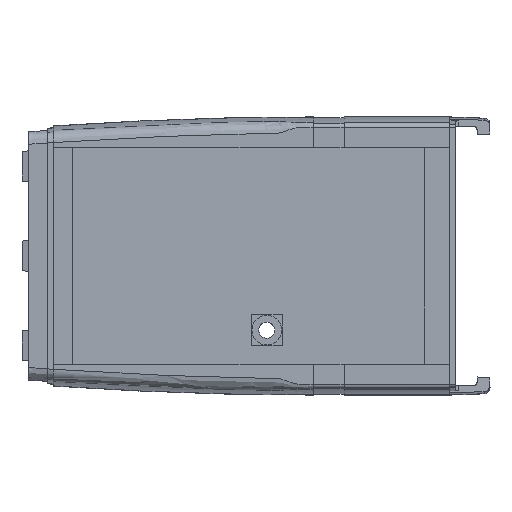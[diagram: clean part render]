
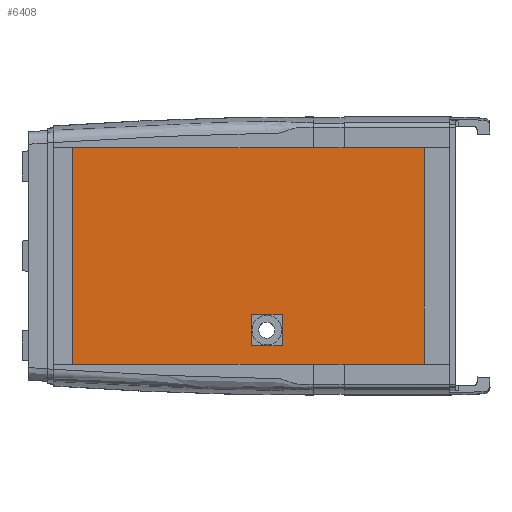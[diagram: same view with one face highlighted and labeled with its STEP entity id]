
A CAD part, top view. The second image highlights one B-rep face of the part: STEP entity #6408.
In plain terms, the highlighted face is planar.
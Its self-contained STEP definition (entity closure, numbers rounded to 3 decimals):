
#102 = CARTESIAN_POINT ( 'NONE',  ( 0., 39., -8.2 ) ) ;
#365 = VECTOR ( 'NONE', #755, 1000. ) ;
#421 = CARTESIAN_POINT ( 'NONE',  ( 14.5, 5., -8.2 ) ) ;
#425 = CARTESIAN_POINT ( 'NONE',  ( -17.5, 39., -8.2 ) ) ;
#465 = LINE ( 'NONE', #2157, #1631 ) ;
#734 = DIRECTION ( 'NONE',  ( 0., -1., 0. ) ) ;
#754 = DIRECTION ( 'NONE',  ( 0., 0., -1. ) ) ;
#755 = DIRECTION ( 'NONE',  ( 1., 0., 0. ) ) ;
#776 = LINE ( 'NONE', #1415, #365 ) ;
#879 = ORIENTED_EDGE ( 'NONE', *, *, #3390, .F. ) ;
#1004 = LINE ( 'NONE', #2314, #6644 ) ;
#1140 = CARTESIAN_POINT ( 'NONE',  ( 17.5, -18., -8.2 ) ) ;
#1269 = VECTOR ( 'NONE', #2898, 1000. ) ;
#1415 = CARTESIAN_POINT ( 'NONE',  ( 9.5, 10., -8.2 ) ) ;
#1486 = VERTEX_POINT ( 'NONE', #2994 ) ;
#1631 = VECTOR ( 'NONE', #6825, 1000. ) ;
#1646 = VECTOR ( 'NONE', #7549, 1000. ) ;
#1682 = VERTEX_POINT ( 'NONE', #1140 ) ;
#1984 = FACE_BOUND ( 'NONE', #5571, .T. ) ;
#2157 = CARTESIAN_POINT ( 'NONE',  ( -17.5, -18., -8.2 ) ) ;
#2196 = EDGE_CURVE ( 'NONE', #2954, #8176, #3207, .T. ) ;
#2209 = EDGE_CURVE ( 'NONE', #8176, #8281, #1004, .T. ) ;
#2259 = EDGE_CURVE ( 'NONE', #8281, #1486, #8206, .T. ) ;
#2314 = CARTESIAN_POINT ( 'NONE',  ( 14.5, 5., -8.2 ) ) ;
#2320 = VERTEX_POINT ( 'NONE', #6938 ) ;
#2591 = EDGE_CURVE ( 'NONE', #5470, #2320, #3704, .T. ) ;
#2629 = ORIENTED_EDGE ( 'NONE', *, *, #4756, .F. ) ;
#2871 = CARTESIAN_POINT ( 'NONE',  ( 14.5, 10., -8.2 ) ) ;
#2898 = DIRECTION ( 'NONE',  ( 0., -1., 0. ) ) ;
#2954 = VERTEX_POINT ( 'NONE', #7198 ) ;
#2994 = CARTESIAN_POINT ( 'NONE',  ( 9.5, 10., -8.2 ) ) ;
#3207 = LINE ( 'NONE', #2871, #1646 ) ;
#3221 = DIRECTION ( 'NONE',  ( 0., 1., 0. ) ) ;
#3390 = EDGE_CURVE ( 'NONE', #1486, #2954, #776, .T. ) ;
#3415 = ORIENTED_EDGE ( 'NONE', *, *, #7360, .F. ) ;
#3666 = LINE ( 'NONE', #4931, #1269 ) ;
#3704 = LINE ( 'NONE', #425, #4029 ) ;
#4029 = VECTOR ( 'NONE', #7067, 1000. ) ;
#4170 = ORIENTED_EDGE ( 'NONE', *, *, #7128, .T. ) ;
#4756 = EDGE_CURVE ( 'NONE', #5470, #5032, #3666, .T. ) ;
#4765 = VECTOR ( 'NONE', #3221, 1000. ) ;
#4784 = PLANE ( 'NONE',  #7160 ) ;
#4931 = CARTESIAN_POINT ( 'NONE',  ( -17.5, 39., -8.2 ) ) ;
#5032 = VERTEX_POINT ( 'NONE', #5840 ) ;
#5125 = DIRECTION ( 'NONE',  ( -1., 0., 0. ) ) ;
#5294 = LINE ( 'NONE', #6542, #7039 ) ;
#5441 = ORIENTED_EDGE ( 'NONE', *, *, #2196, .F. ) ;
#5456 = CARTESIAN_POINT ( 'NONE',  ( 9.5, 5., -8.2 ) ) ;
#5470 = VERTEX_POINT ( 'NONE', #7021 ) ;
#5571 = EDGE_LOOP ( 'NONE', ( #6642, #5441, #879, #8050 ) ) ;
#5680 = EDGE_LOOP ( 'NONE', ( #7302, #4170, #3415, #2629 ) ) ;
#5840 = CARTESIAN_POINT ( 'NONE',  ( -17.5, -18., -8.2 ) ) ;
#6408 = ADVANCED_FACE ( 'NONE', ( #6950, #1984 ), #4784, .T. ) ;
#6542 = CARTESIAN_POINT ( 'NONE',  ( 17.5, 39., -8.2 ) ) ;
#6642 = ORIENTED_EDGE ( 'NONE', *, *, #2209, .F. ) ;
#6644 = VECTOR ( 'NONE', #5125, 1000. ) ;
#6825 = DIRECTION ( 'NONE',  ( 1., 0., 0. ) ) ;
#6938 = CARTESIAN_POINT ( 'NONE',  ( 17.5, 39., -8.2 ) ) ;
#6950 = FACE_OUTER_BOUND ( 'NONE', #5680, .T. ) ;
#7021 = CARTESIAN_POINT ( 'NONE',  ( -17.5, 39., -8.2 ) ) ;
#7039 = VECTOR ( 'NONE', #734, 1000. ) ;
#7067 = DIRECTION ( 'NONE',  ( 1., 0., 0. ) ) ;
#7128 = EDGE_CURVE ( 'NONE', #2320, #1682, #5294, .T. ) ;
#7160 = AXIS2_PLACEMENT_3D ( 'NONE', #102, #754, #7401 ) ;
#7198 = CARTESIAN_POINT ( 'NONE',  ( 14.5, 10., -8.2 ) ) ;
#7211 = CARTESIAN_POINT ( 'NONE',  ( 9.5, 5., -8.2 ) ) ;
#7302 = ORIENTED_EDGE ( 'NONE', *, *, #2591, .T. ) ;
#7360 = EDGE_CURVE ( 'NONE', #5032, #1682, #465, .T. ) ;
#7401 = DIRECTION ( 'NONE',  ( 0., -1., 0. ) ) ;
#7549 = DIRECTION ( 'NONE',  ( 0., -1., 0. ) ) ;
#8050 = ORIENTED_EDGE ( 'NONE', *, *, #2259, .F. ) ;
#8176 = VERTEX_POINT ( 'NONE', #421 ) ;
#8206 = LINE ( 'NONE', #7211, #4765 ) ;
#8281 = VERTEX_POINT ( 'NONE', #5456 ) ;
